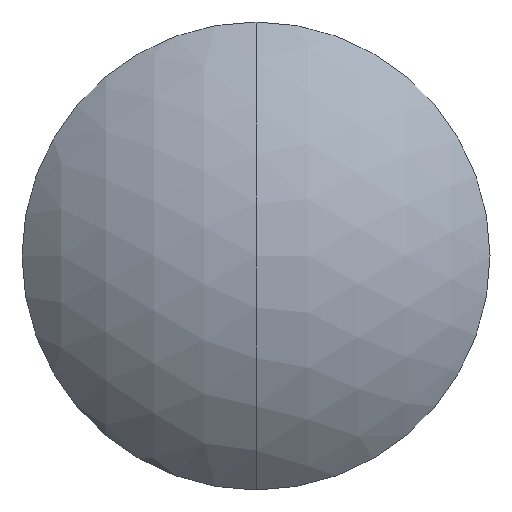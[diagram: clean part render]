
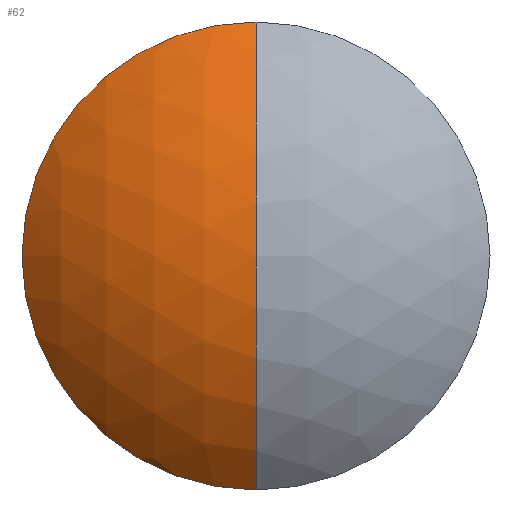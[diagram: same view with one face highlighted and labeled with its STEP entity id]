
A CAD part, top view. The second image highlights one B-rep face of the part: STEP entity #62.
In plain terms, the highlighted spherical face has radius 1517 mm.
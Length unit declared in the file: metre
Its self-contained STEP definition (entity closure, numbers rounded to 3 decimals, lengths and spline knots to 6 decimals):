
#1 = CIRCLE ( 'NONE', #6, 1.517 ) ;
#6 = AXIS2_PLACEMENT_3D ( 'NONE', #59, #82, #20 ) ;
#7 = CIRCLE ( 'NONE', #12, 1.072681 ) ;
#9 = CARTESIAN_POINT ( 'NONE',  ( 0., 0., 1.072681 ) ) ;
#12 = AXIS2_PLACEMENT_3D ( 'NONE', #9, #56, #26 ) ;
#13 = DIRECTION ( 'NONE',  ( 0., 1., 0. ) ) ;
#14 = ORIENTED_EDGE ( 'NONE', *, *, #77, .T. ) ;
#16 = VERTEX_POINT ( 'NONE', #40 ) ;
#20 = DIRECTION ( 'NONE',  ( 0., 1., 0. ) ) ;
#24 = VERTEX_POINT ( 'NONE', #35 ) ;
#26 = DIRECTION ( 'NONE',  ( -1., 0., 0. ) ) ;
#29 = DIRECTION ( 'NONE',  ( 1., 0., 0. ) ) ;
#30 = DIRECTION ( 'NONE',  ( 0., 0., 1. ) ) ;
#32 = ORIENTED_EDGE ( 'NONE', *, *, #64, .T. ) ;
#34 = FACE_OUTER_BOUND ( 'NONE', #88, .T. ) ;
#35 = CARTESIAN_POINT ( 'NONE',  ( 0., 0., 1.517 ) ) ;
#40 = CARTESIAN_POINT ( 'NONE',  ( 0., -1.072681, 1.072681 ) ) ;
#46 = CARTESIAN_POINT ( 'NONE',  ( 0., 0., 0. ) ) ;
#47 = AXIS2_PLACEMENT_3D ( 'NONE', #52, #29, #13 ) ;
#52 = CARTESIAN_POINT ( 'NONE',  ( 0., 0., 0. ) ) ;
#54 = VERTEX_POINT ( 'NONE', #91 ) ;
#56 = DIRECTION ( 'NONE',  ( 0., 0., -1. ) ) ;
#59 = CARTESIAN_POINT ( 'NONE',  ( 0., 0., 0. ) ) ;
#60 = EDGE_CURVE ( 'NONE', #24, #54, #78, .T. ) ;
#62 = ADVANCED_FACE ( 'NONE', ( #34 ), #87, .F. ) ;
#64 = EDGE_CURVE ( 'NONE', #24, #16, #1, .T. ) ;
#65 = DIRECTION ( 'NONE',  ( -1., 0., 0. ) ) ;
#66 = AXIS2_PLACEMENT_3D ( 'NONE', #46, #65, #30 ) ;
#77 = EDGE_CURVE ( 'NONE', #16, #54, #7, .T. ) ;
#78 = CIRCLE ( 'NONE', #66, 1.517 ) ;
#82 = DIRECTION ( 'NONE',  ( 1., 0., 0. ) ) ;
#87 = SPHERICAL_SURFACE ( 'NONE', #47, 1.517 ) ;
#88 = EDGE_LOOP ( 'NONE', ( #90, #32, #14 ) ) ;
#90 = ORIENTED_EDGE ( 'NONE', *, *, #60, .F. ) ;
#91 = CARTESIAN_POINT ( 'NONE',  ( 0., 1.072681, 1.072681 ) ) ;
